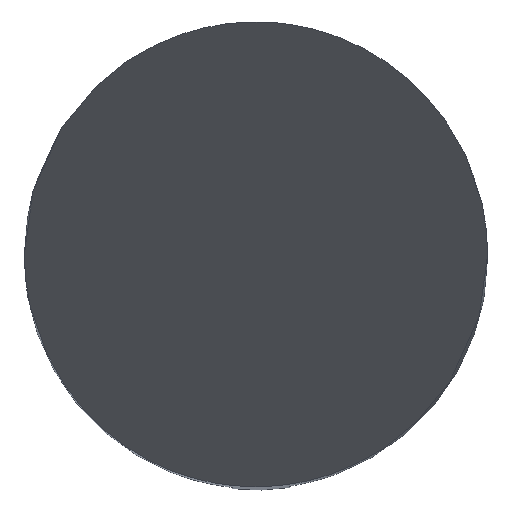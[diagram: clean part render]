
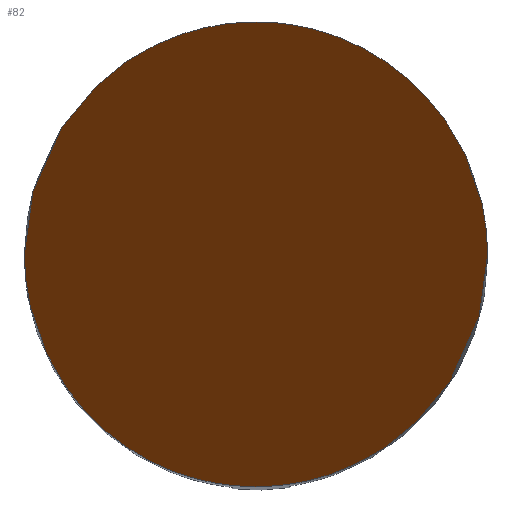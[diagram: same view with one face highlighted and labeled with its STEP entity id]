
A CAD part, top view. The second image highlights one B-rep face of the part: STEP entity #82.
In plain terms, the highlighted planar face has unit normal (0, -0.866, 0.5).
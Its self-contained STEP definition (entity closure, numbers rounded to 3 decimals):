
#53=PLANE('',#732);
#82=ADVANCED_FACE('FLCHE2',(#128),#53,.F.);
#128=FACE_OUTER_BOUND('',#165,.T.);
#165=EDGE_LOOP('',(#371,#372));
#371=ORIENTED_EDGE('',*,*,#566,.F.);
#372=ORIENTED_EDGE('',*,*,#597,.F.);
#503=VERTEX_POINT('',#1020);
#504=VERTEX_POINT('',#1021);
#566=EDGE_CURVE('',#503,#504,#671,.T.);
#597=EDGE_CURVE('',#504,#503,#674,.T.);
#671=(
BOUNDED_CURVE()
B_SPLINE_CURVE(3,(#1016,#1017,#1018,#1019),.UNSPECIFIED.,.F.,.F.)
B_SPLINE_CURVE_WITH_KNOTS((4,4),(0.,1.),.UNSPECIFIED.)
CURVE()
GEOMETRIC_REPRESENTATION_ITEM()
RATIONAL_B_SPLINE_CURVE((1.,0.333,0.333,1.))
REPRESENTATION_ITEM('')
);
#674=(
BOUNDED_CURVE()
B_SPLINE_CURVE(3,(#1117,#1118,#1119,#1120),.UNSPECIFIED.,.F.,.F.)
B_SPLINE_CURVE_WITH_KNOTS((4,4),(0.,1.),.UNSPECIFIED.)
CURVE()
GEOMETRIC_REPRESENTATION_ITEM()
RATIONAL_B_SPLINE_CURVE((1.,0.333,0.333,1.))
REPRESENTATION_ITEM('')
);
#732=AXIS2_PLACEMENT_3D('',#1165,#821,#822);
#821=DIRECTION('',(0.,0.866,-0.5));
#822=DIRECTION('',(0.,0.5,0.866));
#1016=CARTESIAN_POINT('',(-5.,0.,0.));
#1017=CARTESIAN_POINT('',(-5.,10.,17.321));
#1018=CARTESIAN_POINT('',(5.,10.,17.321));
#1019=CARTESIAN_POINT('',(5.,0.,0.));
#1020=CARTESIAN_POINT('',(-5.,0.,0.));
#1021=CARTESIAN_POINT('',(5.,0.,0.));
#1117=CARTESIAN_POINT('',(5.,0.,0.));
#1118=CARTESIAN_POINT('',(5.,-10.,-17.321));
#1119=CARTESIAN_POINT('',(-5.,-10.,-17.321));
#1120=CARTESIAN_POINT('',(-5.,0.,0.));
#1165=CARTESIAN_POINT('',(5.,5.,8.66));
